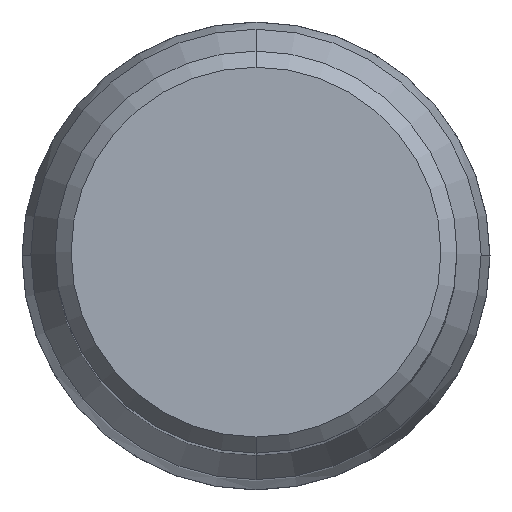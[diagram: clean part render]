
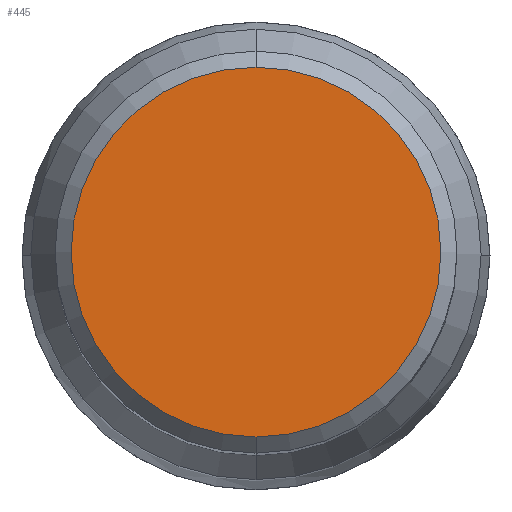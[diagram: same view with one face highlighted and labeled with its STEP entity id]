
A CAD part, top view. The second image highlights one B-rep face of the part: STEP entity #445.
In plain terms, the highlighted planar face has unit normal (0, 0, 1).
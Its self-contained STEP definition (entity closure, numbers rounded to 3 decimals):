
#445=ADVANCED_FACE('',(#953),#954,.T.);
#479=VERTEX_POINT('',#994);
#489=EDGE_CURVE('',#479,#637,#1004,.T.);
#535=EDGE_CURVE('',#637,#479,#1053,.T.);
#637=VERTEX_POINT('',#1163);
#953=FACE_OUTER_BOUND('',#1631,.T.);
#954=PLANE('',#1632);
#994=CARTESIAN_POINT('',(0.0,11.5,0.0));
#1004=CIRCLE('',#1743,11.5);
#1053=CIRCLE('',#1835,11.5);
#1163=CARTESIAN_POINT('',(0.,-11.5,0.0));
#1631=EDGE_LOOP('',(#2433,#2434));
#1632=AXIS2_PLACEMENT_3D('',#2435,#2436,#2437);
#1743=AXIS2_PLACEMENT_3D('',#2504,#2505,#2506);
#1835=AXIS2_PLACEMENT_3D('',#2559,#2560,#2561);
#2433=ORIENTED_EDGE('',*,*,#489,.F.);
#2434=ORIENTED_EDGE('',*,*,#535,.F.);
#2435=CARTESIAN_POINT('',(0.0,5.75,0.0));
#2436=DIRECTION('',(-0.0,0.0,1.0));
#2437=DIRECTION('',(0.0,-1.0,0.0));
#2504=CARTESIAN_POINT('',(0.0,0.0,0.0));
#2505=DIRECTION('',(0.0,0.0,-1.0));
#2506=DIRECTION('',(0.0,1.0,0.0));
#2559=CARTESIAN_POINT('',(0.0,0.0,0.0));
#2560=DIRECTION('',(0.0,0.0,-1.0));
#2561=DIRECTION('',(0.0,1.0,0.0));
